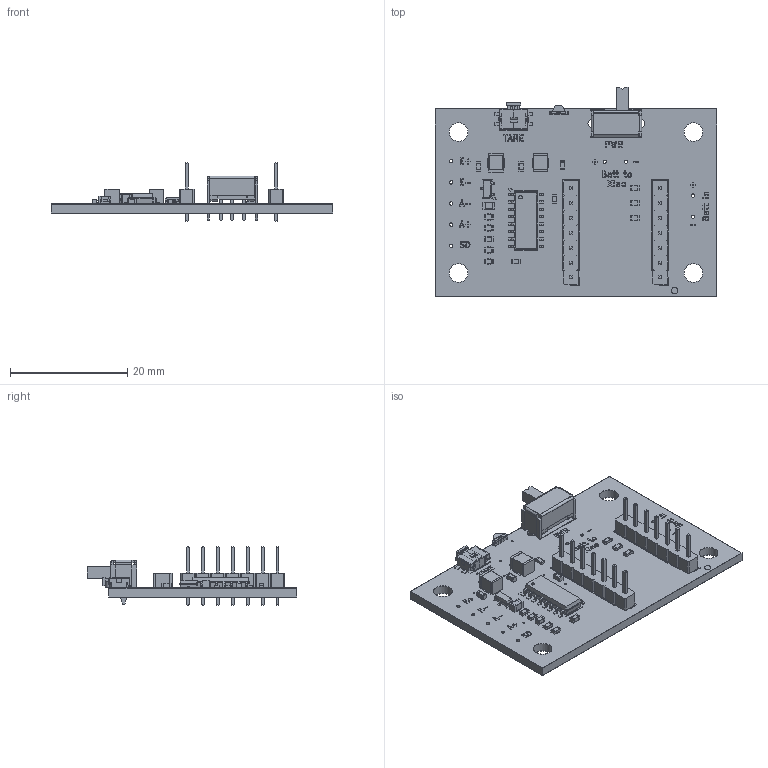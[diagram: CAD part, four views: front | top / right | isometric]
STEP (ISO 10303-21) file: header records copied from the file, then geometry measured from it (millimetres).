
FILE_DESCRIPTION(('KiCad electronic assembly'),'2;1');
FILE_NAME('mito.step','2025-07-14T12:00:55',('Pcbnew'),('Kicad'), 'Open CASCADE STEP processor 7.9','KiCad to STEP converter','Unknown' );
FILE_SCHEMA(('AUTOMOTIVE_DESIGN { 1 0 10303 214 1 1 1 1 }'));
Length unit declared in the file: millimetre
Products named in the file (25): mito 1; R_0603; R_0603_1608Metric; SW_Slide_SPDT_Angled_CK_OS102011MA1Q; pinheader_short-pinheader; C_0603; LED-ARRAY-SMD_4P-L3.2-W1.5-H1.0; C_1210_3225Metric; SOIC-16_3.9x9.9mm_P1.27mm; L_0805; Panasonic_EVQPUJ_EVQPUA; Pocket008; Body001; Fusion; Pad007; Pocket008_(Mirror_#2); Body002; Pocket011; Pad007_(Mirror_#3); Pad007_(Mirror_#5); Pad007_(Mirror_#4); SOT-23-3; mito_silkscreen; mito_soldermask; mito_PCB
Assembly tree (36 placements, depth 3):
  mito 1
    R_0603  x4
    R_0603_1608Metric  x4
    SW_Slide_SPDT_Angled_CK_OS102011MA1Q
    pinheader_short-pinheader  x2
    C_0603  x5
    LED-ARRAY-SMD_4P-L3.2-W1.5-H1.0
    C_1210_3225Metric  x2
    SOIC-16_3.9x9.9mm_P1.27mm
    L_0805
    Panasonic_EVQPUJ_EVQPUA
      Pocket008
      Body001
      Fusion
      Pad007
      Pocket008_(Mirror_#2)
      Body002
      Pocket011
      Pad007_(Mirror_#3)
      Pad007_(Mirror_#5)
      Pad007_(Mirror_#4)
    SOT-23-3
    mito_silkscreen
    mito_soldermask
    mito_PCB
Bounding box: 48 x 35.69 x 10 mm (x, y, z)
Volume: 2769.6 mm3; surface area: 8132.1 mm2
Topology: 39 solids, 118 shells, 2137 faces, 6276 edges, 4371 vertices
Faces by surface type: plane 1643, cylinder 326, bspline 168
Full cylindrical faces by diameter (mm): 0.3 x11, 0.6 x10, 0.9 x3, 1 x14, 1.5 x2, 3.2 x4
Entity records: 67618 total; most frequent: CARTESIAN_POINT 12741, ORIENTED_EDGE 9132, DIRECTION 8619, EDGE_CURVE 5096, LINE 4081, VECTOR 4081, VERTEX_POINT 3611, AXIS2_PLACEMENT_3D 2269
